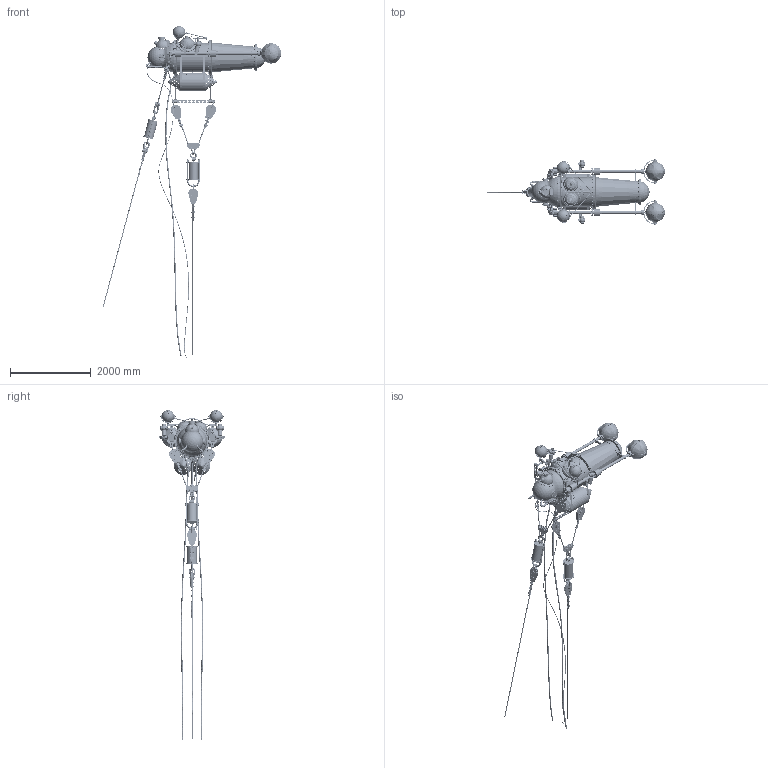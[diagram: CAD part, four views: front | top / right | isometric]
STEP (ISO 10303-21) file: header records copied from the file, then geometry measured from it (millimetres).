
FILE_DESCRIPTION(('FreeCAD Model'),'2;1');
FILE_NAME('Open CASCADE Shape Model','2025-05-05T10:39:31',('FreeCAD'),( 'FreeCAD'),'Open CASCADE STEP processor 7.6','FreeCAD','Unknown');
FILE_SCHEMA(('AUTOMOTIVE_DESIGN { 1 0 10303 214 1 1 1 1 }'));
Length unit declared in the file: millimetre
Products named in the file (1): Open CASCADE STEP translator 7.6 1
Bounding box: 4426.23 x 1643.64 x 8230.09 mm (x, y, z)
Volume: 442848978 mm3; surface area: 47238840.4 mm2
Topology: 1487 solids, 1489 shells, 12888 faces, 27710 edges, 17712 vertices
Faces by surface type: plane 7055, cylinder 3082, bspline 1142, cone 777, torus 546, sphere 286
Full cylindrical faces by diameter (mm): 5 x72, 7.071 x2, 7.5 x74, 8 x15, 10 x10, 11 x22, 12.5 x1, 13.014 x4, 15 x182, 20 x248, 22 x2, 22.5 x1, 23.5 x2, 24.469 x2, 25 x32, 27.5 x19, 28.5 x2, 30 x40, 32.5 x164, 34.5 x16, 35 x30, 36.33 x32, 37.5 x2, 39.764 x34, 40 x38, 45 x33, 45.979 x2, 46 x8, 47 x1, 50 x4
Entity records: 489365 total; most frequent: CARTESIAN_POINT 220532, ORIENTED_EDGE 55082, DIRECTION 53921, EDGE_CURVE 27541, AXIS2_PLACEMENT_3D 20838, VERTEX_POINT 17698, FACE_BOUND 14675, EDGE_LOOP 14669
